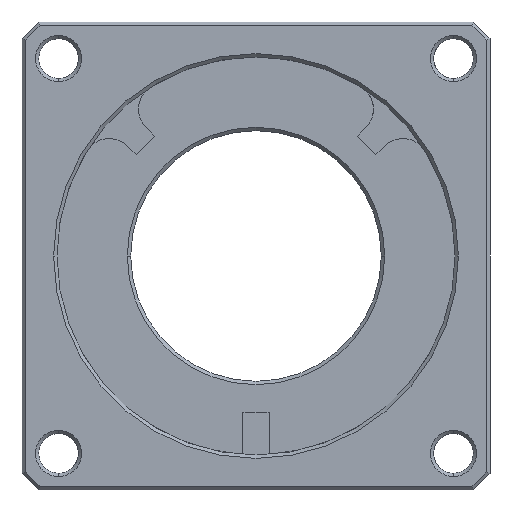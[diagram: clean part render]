
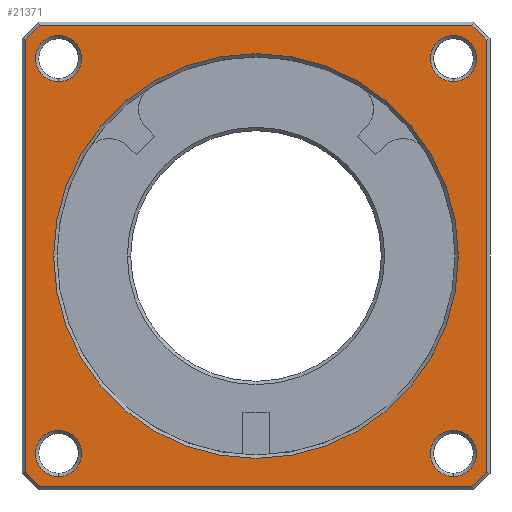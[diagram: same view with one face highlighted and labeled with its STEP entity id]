
A CAD part, front view. The second image highlights one B-rep face of the part: STEP entity #21371.
In plain terms, the highlighted planar face has unit normal (0, -1, 0).
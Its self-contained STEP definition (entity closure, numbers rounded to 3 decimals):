
#1=DIRECTION('',(-0.707,0.,0.707));
#2=VECTOR('',#1,3.178);
#3=CARTESIAN_POINT('',(-51.829,-47.618,46.528));
#4=LINE('',#3,#2);
#5=DIRECTION('',(0.,0.,1.));
#6=VECTOR('',#5,65.626);
#7=CARTESIAN_POINT('',(-51.829,-47.618,-19.098));
#8=LINE('',#7,#6);
#9=DIRECTION('',(0.707,0.,0.707));
#10=VECTOR('',#9,3.178);
#11=CARTESIAN_POINT('',(-54.076,-47.618,-21.345));
#12=LINE('',#11,#10);
#13=DIRECTION('',(1.,0.,0.));
#14=VECTOR('',#13,65.626);
#15=CARTESIAN_POINT('',(-119.702,-47.618,-21.345));
#16=LINE('',#15,#14);
#17=DIRECTION('',(0.707,0.,-0.707));
#18=VECTOR('',#17,3.178);
#19=CARTESIAN_POINT('',(-121.949,-47.618,-19.098));
#20=LINE('',#19,#18);
#21=DIRECTION('',(0.,0.,-1.));
#22=VECTOR('',#21,65.626);
#23=CARTESIAN_POINT('',(-121.949,-47.618,46.528));
#24=LINE('',#23,#22);
#25=DIRECTION('',(-0.707,0.,-0.707));
#26=VECTOR('',#25,3.178);
#27=CARTESIAN_POINT('',(-119.702,-47.618,48.775));
#28=LINE('',#27,#26);
#29=DIRECTION('',(-1.,0.,0.));
#30=VECTOR('',#29,65.626);
#31=CARTESIAN_POINT('',(-54.076,-47.618,48.775));
#32=LINE('',#31,#30);
#33=CARTESIAN_POINT('',(-86.889,-47.618,13.715));
#34=DIRECTION('',(0.,1.,0.));
#35=DIRECTION('',(1.,0.,0.));
#36=AXIS2_PLACEMENT_3D('',#33,#34,#35);
#38=CARTESIAN_POINT('',(-86.889,-47.618,13.715));
#39=DIRECTION('',(0.,1.,0.));
#40=DIRECTION('',(-1.,0.,0.));
#41=AXIS2_PLACEMENT_3D('',#38,#39,#40);
#43=CARTESIAN_POINT('',(-116.889,-47.618,-16.285));
#44=DIRECTION('',(0.,1.,0.));
#45=DIRECTION('',(0.,0.,-1.));
#46=AXIS2_PLACEMENT_3D('',#43,#44,#45);
#48=CARTESIAN_POINT('',(-116.889,-47.618,-16.285));
#49=DIRECTION('',(0.,1.,0.));
#50=DIRECTION('',(0.,0.,1.));
#51=AXIS2_PLACEMENT_3D('',#48,#49,#50);
#53=CARTESIAN_POINT('',(-56.889,-47.618,-16.285));
#54=DIRECTION('',(0.,1.,0.));
#55=DIRECTION('',(0.,0.,-1.));
#56=AXIS2_PLACEMENT_3D('',#53,#54,#55);
#58=CARTESIAN_POINT('',(-56.889,-47.618,-16.285));
#59=DIRECTION('',(0.,1.,0.));
#60=DIRECTION('',(0.,0.,1.));
#61=AXIS2_PLACEMENT_3D('',#58,#59,#60);
#63=CARTESIAN_POINT('',(-56.889,-47.618,43.715));
#64=DIRECTION('',(0.,1.,0.));
#65=DIRECTION('',(0.,0.,1.));
#66=AXIS2_PLACEMENT_3D('',#63,#64,#65);
#68=CARTESIAN_POINT('',(-56.889,-47.618,43.715));
#69=DIRECTION('',(0.,1.,0.));
#70=DIRECTION('',(0.,0.,-1.));
#71=AXIS2_PLACEMENT_3D('',#68,#69,#70);
#73=CARTESIAN_POINT('',(-116.889,-47.618,43.715));
#74=DIRECTION('',(0.,1.,0.));
#75=DIRECTION('',(0.,0.,1.));
#76=AXIS2_PLACEMENT_3D('',#73,#74,#75);
#78=CARTESIAN_POINT('',(-116.889,-47.618,43.715));
#79=DIRECTION('',(0.,1.,0.));
#80=DIRECTION('',(0.,0.,-1.));
#81=AXIS2_PLACEMENT_3D('',#78,#79,#80);
#20159=CARTESIAN_POINT('',(-51.829,-47.618,
46.528));
#20160=CARTESIAN_POINT('',(-54.076,-47.618,
48.775));
#20161=VERTEX_POINT('',#20159);
#20162=VERTEX_POINT('',#20160);
#20169=CARTESIAN_POINT('',(-119.702,-47.618,
48.775));
#20170=VERTEX_POINT('',#20169);
#20173=CARTESIAN_POINT('',(-121.949,-47.618,
46.528));
#20174=VERTEX_POINT('',#20173);
#20177=CARTESIAN_POINT('',(-121.949,-47.618,
-19.098));
#20178=VERTEX_POINT('',#20177);
#20179=CARTESIAN_POINT('',(-119.702,-47.618,
-21.345));
#20180=VERTEX_POINT('',#20179);
#20183=CARTESIAN_POINT('',(-54.076,-47.618,
-21.345));
#20184=VERTEX_POINT('',#20183);
#20189=CARTESIAN_POINT('',(-51.829,-47.618,
-19.098));
#20190=VERTEX_POINT('',#20189);
#20231=CARTESIAN_POINT('',(-56.138,-47.618,
13.715));
#20232=CARTESIAN_POINT('',(-117.64,-47.618,
13.715));
#20233=VERTEX_POINT('',#20231);
#20234=VERTEX_POINT('',#20232);
#20315=CARTESIAN_POINT('',(-116.889,-47.618,
-19.795));
#20316=CARTESIAN_POINT('',(-116.889,-47.618,
-12.775));
#20317=VERTEX_POINT('',#20315);
#20318=VERTEX_POINT('',#20316);
#20323=CARTESIAN_POINT('',(-56.889,-47.618,
-19.795));
#20324=CARTESIAN_POINT('',(-56.889,-47.618,
-12.775));
#20325=VERTEX_POINT('',#20323);
#20326=VERTEX_POINT('',#20324);
#20331=CARTESIAN_POINT('',(-56.889,-47.618,
47.225));
#20332=CARTESIAN_POINT('',(-56.889,-47.618,
40.205));
#20333=VERTEX_POINT('',#20331);
#20334=VERTEX_POINT('',#20332);
#20339=CARTESIAN_POINT('',(-116.889,-47.618,
47.225));
#20340=CARTESIAN_POINT('',(-116.889,-47.618,
40.205));
#20341=VERTEX_POINT('',#20339);
#20342=VERTEX_POINT('',#20340);
#21318=CARTESIAN_POINT('',(-21.909,-47.618,
51.215));
#21319=DIRECTION('',(0.,1.,0.));
#21320=DIRECTION('',(-1.,0.,0.));
#21321=AXIS2_PLACEMENT_3D('',#21318,#21319,#21320);
#21322=PLANE('',#21321);
#21324=ORIENTED_EDGE('',*,*,#21323,.F.);
#21326=ORIENTED_EDGE('',*,*,#21325,.F.);
#21328=ORIENTED_EDGE('',*,*,#21327,.F.);
#21330=ORIENTED_EDGE('',*,*,#21329,.F.);
#21332=ORIENTED_EDGE('',*,*,#21331,.F.);
#21334=ORIENTED_EDGE('',*,*,#21333,.F.);
#21336=ORIENTED_EDGE('',*,*,#21335,.F.);
#21338=ORIENTED_EDGE('',*,*,#21337,.F.);
#21339=EDGE_LOOP('',(#21324,#21326,#21328,#21330,#21332,#21334,#21336,#21338));
#21340=FACE_OUTER_BOUND('',#21339,.F.);
#21342=ORIENTED_EDGE('',*,*,#21341,.F.);
#21344=ORIENTED_EDGE('',*,*,#21343,.F.);
#21345=EDGE_LOOP('',(#21342,#21344));
#21346=FACE_BOUND('',#21345,.F.);
#21348=ORIENTED_EDGE('',*,*,#21347,.F.);
#21350=ORIENTED_EDGE('',*,*,#21349,.F.);
#21351=EDGE_LOOP('',(#21348,#21350));
#21352=FACE_BOUND('',#21351,.F.);
#21354=ORIENTED_EDGE('',*,*,#21353,.F.);
#21356=ORIENTED_EDGE('',*,*,#21355,.F.);
#21357=EDGE_LOOP('',(#21354,#21356));
#21358=FACE_BOUND('',#21357,.F.);
#21360=ORIENTED_EDGE('',*,*,#21359,.F.);
#21362=ORIENTED_EDGE('',*,*,#21361,.F.);
#21363=EDGE_LOOP('',(#21360,#21362));
#21364=FACE_BOUND('',#21363,.F.);
#21366=ORIENTED_EDGE('',*,*,#21365,.F.);
#21368=ORIENTED_EDGE('',*,*,#21367,.F.);
#21369=EDGE_LOOP('',(#21366,#21368));
#21370=FACE_BOUND('',#21369,.F.);
#21371=ADVANCED_FACE('',(#21340,#21346,#21352,#21358,#21364,#21370),#21322,.F.);
#37=CIRCLE('',#36,30.751);
#42=CIRCLE('',#41,30.751);
#47=CIRCLE('',#46,3.51);
#52=CIRCLE('',#51,3.51);
#57=CIRCLE('',#56,3.51);
#62=CIRCLE('',#61,3.51);
#67=CIRCLE('',#66,3.51);
#72=CIRCLE('',#71,3.51);
#77=CIRCLE('',#76,3.51);
#82=CIRCLE('',#81,3.51);
#21323=EDGE_CURVE('',#20161,#20162,#4,.T.);
#21325=EDGE_CURVE('',#20190,#20161,#8,.T.);
#21327=EDGE_CURVE('',#20184,#20190,#12,.T.);
#21329=EDGE_CURVE('',#20180,#20184,#16,.T.);
#21331=EDGE_CURVE('',#20178,#20180,#20,.T.);
#21333=EDGE_CURVE('',#20174,#20178,#24,.T.);
#21335=EDGE_CURVE('',#20170,#20174,#28,.T.);
#21337=EDGE_CURVE('',#20162,#20170,#32,.T.);
#21341=EDGE_CURVE('',#20233,#20234,#37,.T.);
#21343=EDGE_CURVE('',#20234,#20233,#42,.T.);
#21347=EDGE_CURVE('',#20317,#20318,#47,.T.);
#21349=EDGE_CURVE('',#20318,#20317,#52,.T.);
#21353=EDGE_CURVE('',#20325,#20326,#57,.T.);
#21355=EDGE_CURVE('',#20326,#20325,#62,.T.);
#21359=EDGE_CURVE('',#20333,#20334,#67,.T.);
#21361=EDGE_CURVE('',#20334,#20333,#72,.T.);
#21365=EDGE_CURVE('',#20341,#20342,#77,.T.);
#21367=EDGE_CURVE('',#20342,#20341,#82,.T.);
